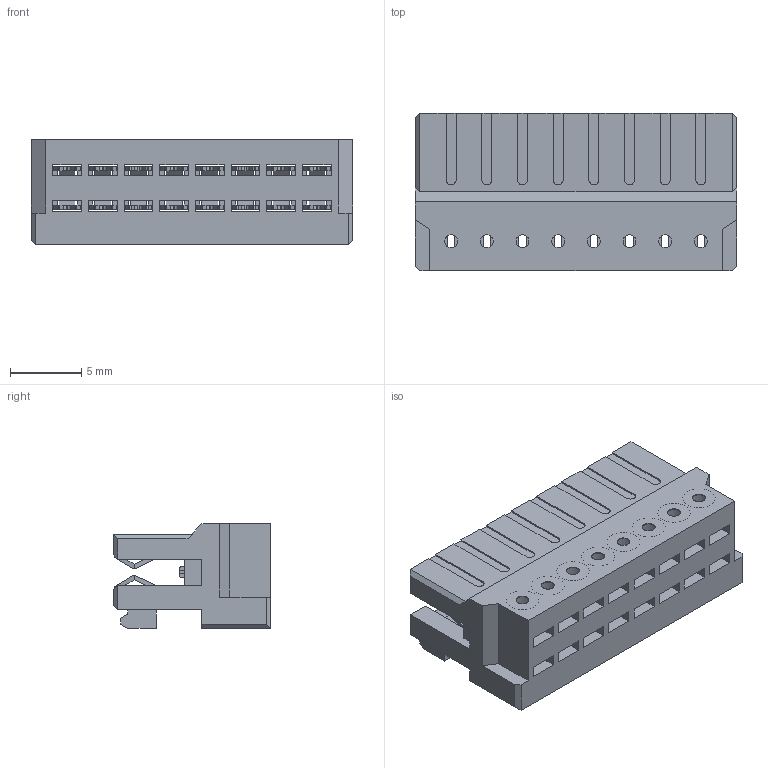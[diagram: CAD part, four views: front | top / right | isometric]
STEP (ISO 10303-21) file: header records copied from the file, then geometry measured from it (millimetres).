
FILE_DESCRIPTION(/* description */ ('Unknown'),/* implementation_level */ '2;1');
FILE_NAME(/* name */ 'J_Wurth_WR-RAST_667101230108',/* time_stamp */ '2025-09-01T11:36:31+08:00',/* author */ ('Unknown'),/* organization */ ('Unknown'),/* preprocessor_version */ 'ST-DEVELOPER v19.4',/* originating_system */ 'Solid Edge',/* authorisation */ 'Unknown');
FILE_SCHEMA (('AUTOMOTIVE_DESIGN {1 0 10303 214 3 1 1}'));
Length unit declared in the file: millimetre
Products named in the file (2): J_Wurth_WR-RAST_667101230108
Assembly tree (1 placements, depth 2):
  J_Wurth_WR-RAST_667101230108
    J_Wurth_WR-RAST_667101230108
Bounding box: 22.5 x 11 x 7.35 mm (x, y, z)
Volume: 842 mm3; surface area: 2726.5 mm2
Topology: 1 solids, 1 shells, 1501 faces, 4476 edges, 2938 vertices
Faces by surface type: plane 1029, cylinder 472
Full cylindrical faces by diameter (mm): 0.9 x8, 2.3 x8
Entity records: 60980 total; most frequent: ORIENTED_EDGE 8920, CARTESIAN_POINT 8901, DIRECTION 8542, EDGE_CURVE 4460, LINE 3384, VECTOR 3384, VERTEX_POINT 2938, AXIS2_PLACEMENT_3D 2579
